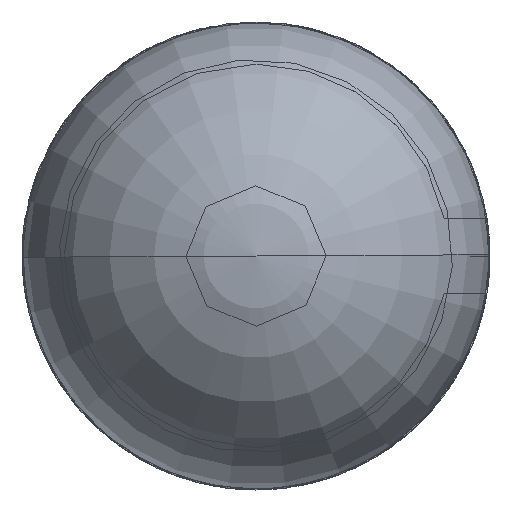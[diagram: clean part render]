
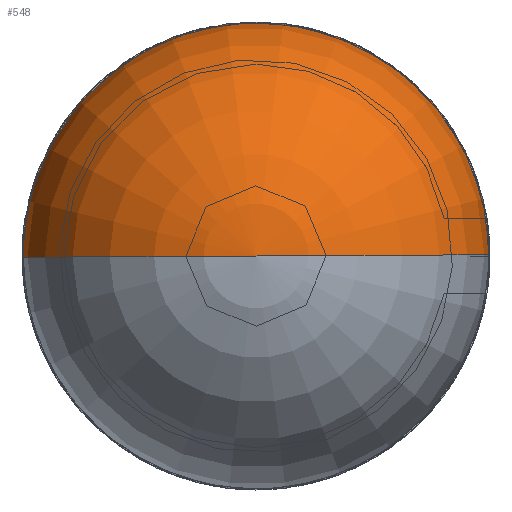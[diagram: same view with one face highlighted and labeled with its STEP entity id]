
A CAD part, left-side view. The second image highlights one B-rep face of the part: STEP entity #548.
In plain terms, the highlighted toroidal (fillet/blend) face has major radius 0.001 mm and minor radius 0.636 mm.
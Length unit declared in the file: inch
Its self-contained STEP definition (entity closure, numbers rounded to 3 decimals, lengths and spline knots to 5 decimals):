
#100 = DIRECTION ( 'NONE',  ( 0., 1., 0. ) ) ;
#135 = DIRECTION ( 'NONE',  ( 0., 1., 0. ) ) ;
#255 = CARTESIAN_POINT ( 'NONE',  ( 0., 0.01754, -0.025 ) ) ;
#386 = DIRECTION ( 'NONE',  ( -1., 0., 0. ) ) ;
#463 = AXIS2_PLACEMENT_3D ( 'NONE', #3514, #100, #1277 ) ;
#548 = ADVANCED_FACE ( 'NONE', ( #2907 ), #2678, .T. ) ;
#954 = CARTESIAN_POINT ( 'NONE',  ( 0., 0.01754, 0.025 ) ) ;
#960 = CIRCLE ( 'NONE', #1227, 0.02505 ) ;
#1148 = ORIENTED_EDGE ( 'NONE', *, *, #1365, .T. ) ;
#1227 = AXIS2_PLACEMENT_3D ( 'NONE', #1262, #386, #3716 ) ;
#1262 = CARTESIAN_POINT ( 'NONE',  ( 0., 0.01769, -0.00005 ) ) ;
#1277 = DIRECTION ( 'NONE',  ( 0., 0., 1. ) ) ;
#1345 = EDGE_CURVE ( 'NONE', #3827, #1999, #2937, .T. ) ;
#1365 = EDGE_CURVE ( 'NONE', #3300, #1999, #960, .T. ) ;
#1595 = DIRECTION ( 'NONE',  ( 0., 0., -1. ) ) ;
#1928 = DIRECTION ( 'NONE',  ( 0., 0., 1. ) ) ;
#1999 = VERTEX_POINT ( 'NONE', #2365 ) ;
#2319 = EDGE_LOOP ( 'NONE', ( #3191, #3700, #1148 ) ) ;
#2327 = CARTESIAN_POINT ( 'NONE',  ( 0., 0.01754, 0. ) ) ;
#2365 = CARTESIAN_POINT ( 'NONE',  ( 0., 0.04274, 0. ) ) ;
#2678 = TOROIDAL_SURFACE ( 'NONE', #463, -0.00005, 0.02505 ) ;
#2743 = AXIS2_PLACEMENT_3D ( 'NONE', #3469, #2889, #1595 ) ;
#2752 = EDGE_CURVE ( 'NONE', #3827, #3300, #3723, .T. ) ;
#2889 = DIRECTION ( 'NONE',  ( 1., 0., 0. ) ) ;
#2907 = FACE_OUTER_BOUND ( 'NONE', #2319, .T. ) ;
#2937 = CIRCLE ( 'NONE', #2743, 0.02505 ) ;
#3191 = ORIENTED_EDGE ( 'NONE', *, *, #1345, .F. ) ;
#3300 = VERTEX_POINT ( 'NONE', #954 ) ;
#3469 = CARTESIAN_POINT ( 'NONE',  ( 0., 0.01769, 0.00005 ) ) ;
#3514 = CARTESIAN_POINT ( 'NONE',  ( 0., 0.01769, 0. ) ) ;
#3518 = AXIS2_PLACEMENT_3D ( 'NONE', #2327, #135, #1928 ) ;
#3700 = ORIENTED_EDGE ( 'NONE', *, *, #2752, .T. ) ;
#3716 = DIRECTION ( 'NONE',  ( 0., -1., 0. ) ) ;
#3723 = CIRCLE ( 'NONE', #3518, 0.025 ) ;
#3827 = VERTEX_POINT ( 'NONE', #255 ) ;
